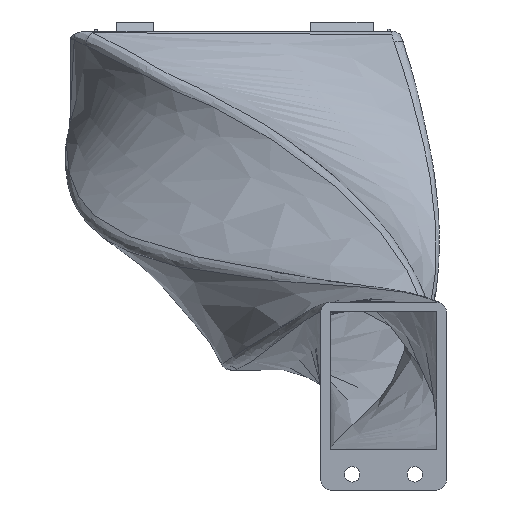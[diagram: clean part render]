
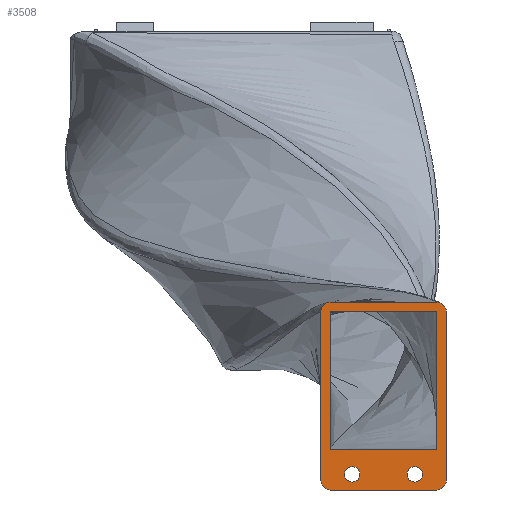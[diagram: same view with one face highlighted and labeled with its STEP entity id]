
A CAD part, front view. The second image highlights one B-rep face of the part: STEP entity #3508.
In plain terms, the highlighted planar face has unit normal (0, -1, 0).
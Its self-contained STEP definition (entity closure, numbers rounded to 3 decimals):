
#2=CARTESIAN_POINT('',(-30.,0.,5.));
#3=DIRECTION('',(0.,-1.,0.));
#4=DIRECTION('',(1.,0.,0.));
#5=AXIS2_PLACEMENT_3D('',#2,#3,#4);
#7=CARTESIAN_POINT('',(-30.,0.,5.));
#8=DIRECTION('',(0.,-1.,0.));
#9=DIRECTION('',(-1.,0.,0.));
#10=AXIS2_PLACEMENT_3D('',#7,#8,#9);
#12=CARTESIAN_POINT('',(-10.,0.,5.));
#13=DIRECTION('',(0.,-1.,0.));
#14=DIRECTION('',(1.,0.,0.));
#15=AXIS2_PLACEMENT_3D('',#12,#13,#14);
#17=CARTESIAN_POINT('',(-10.,0.,5.));
#18=DIRECTION('',(0.,-1.,0.));
#19=DIRECTION('',(-1.,0.,0.));
#20=AXIS2_PLACEMENT_3D('',#17,#18,#19);
#22=DIRECTION('',(0.,0.,-1.));
#23=VECTOR('',#22,44.);
#24=CARTESIAN_POINT('',(-37.,0.,57.));
#25=LINE('',#24,#23);
#26=DIRECTION('',(1.,0.,0.));
#27=VECTOR('',#26,34.);
#28=CARTESIAN_POINT('',(-37.,0.,13.));
#29=LINE('',#28,#27);
#30=DIRECTION('',(0.,0.,1.));
#31=VECTOR('',#30,44.);
#32=CARTESIAN_POINT('',(-3.,0.,13.));
#33=LINE('',#32,#31);
#34=DIRECTION('',(-1.,0.,0.));
#35=VECTOR('',#34,34.);
#36=CARTESIAN_POINT('',(-3.,0.,57.));
#37=LINE('',#36,#35);
#38=CARTESIAN_POINT('',(-3.,0.,57.));
#39=DIRECTION('',(0.,-1.,0.));
#40=DIRECTION('',(1.,0.,0.));
#41=AXIS2_PLACEMENT_3D('',#38,#39,#40);
#43=DIRECTION('',(0.,0.,-1.));
#44=VECTOR('',#43,54.);
#45=CARTESIAN_POINT('',(0.,0.,57.));
#46=LINE('',#45,#44);
#47=CARTESIAN_POINT('',(-3.,0.,3.));
#48=DIRECTION('',(0.,-1.,0.));
#49=DIRECTION('',(0.,0.,-1.));
#50=AXIS2_PLACEMENT_3D('',#47,#48,#49);
#52=DIRECTION('',(-1.,0.,0.));
#53=VECTOR('',#52,34.);
#54=CARTESIAN_POINT('',(-3.,0.,0.));
#55=LINE('',#54,#53);
#56=CARTESIAN_POINT('',(-37.,0.,3.));
#57=DIRECTION('',(0.,-1.,0.));
#58=DIRECTION('',(-1.,0.,0.));
#59=AXIS2_PLACEMENT_3D('',#56,#57,#58);
#61=DIRECTION('',(0.,0.,1.));
#62=VECTOR('',#61,54.);
#63=CARTESIAN_POINT('',(-40.,0.,3.));
#64=LINE('',#63,#62);
#65=CARTESIAN_POINT('',(-37.,0.,57.));
#66=DIRECTION('',(0.,-1.,0.));
#67=DIRECTION('',(0.,0.,1.));
#68=AXIS2_PLACEMENT_3D('',#65,#66,#67);
#70=DIRECTION('',(1.,0.,0.));
#71=VECTOR('',#70,34.);
#72=CARTESIAN_POINT('',(-37.,0.,60.));
#73=LINE('',#72,#71);
#3135=CARTESIAN_POINT('',(-27.55,0.,5.));
#3136=CARTESIAN_POINT('',(-32.45,0.,5.));
#3137=VERTEX_POINT('',#3135);
#3138=VERTEX_POINT('',#3136);
#3139=CARTESIAN_POINT('',(-7.55,0.,5.));
#3140=CARTESIAN_POINT('',(-12.45,0.,5.));
#3141=VERTEX_POINT('',#3139);
#3142=VERTEX_POINT('',#3140);
#3353=CARTESIAN_POINT('',(0.,0.,57.));
#3354=CARTESIAN_POINT('',(-3.,0.,60.));
#3355=VERTEX_POINT('',#3353);
#3356=VERTEX_POINT('',#3354);
#3365=CARTESIAN_POINT('',(-37.,0.,60.));
#3366=CARTESIAN_POINT('',(-40.,0.,57.));
#3367=VERTEX_POINT('',#3365);
#3368=VERTEX_POINT('',#3366);
#3381=CARTESIAN_POINT('',(-40.,0.,3.));
#3382=VERTEX_POINT('',#3381);
#3396=CARTESIAN_POINT('',(0.,0.,3.));
#3397=VERTEX_POINT('',#3396);
#3400=CARTESIAN_POINT('',(-37.,0.,57.));
#3401=CARTESIAN_POINT('',(-37.,0.,13.));
#3402=VERTEX_POINT('',#3400);
#3403=VERTEX_POINT('',#3401);
#3404=CARTESIAN_POINT('',(-3.,0.,13.));
#3405=VERTEX_POINT('',#3404);
#3406=CARTESIAN_POINT('',(-3.,0.,57.));
#3407=VERTEX_POINT('',#3406);
#3416=CARTESIAN_POINT('',(-3.,0.,0.));
#3417=VERTEX_POINT('',#3416);
#3420=CARTESIAN_POINT('',(-37.,0.,0.));
#3421=VERTEX_POINT('',#3420);
#3463=CARTESIAN_POINT('',(0.,0.,0.));
#3464=DIRECTION('',(0.,1.,0.));
#3465=DIRECTION('',(1.,0.,0.));
#3466=AXIS2_PLACEMENT_3D('',#3463,#3464,#3465);
#3467=PLANE('',#3466);
#3469=ORIENTED_EDGE('',*,*,#3468,.F.);
#3471=ORIENTED_EDGE('',*,*,#3470,.T.);
#3473=ORIENTED_EDGE('',*,*,#3472,.F.);
#3475=ORIENTED_EDGE('',*,*,#3474,.T.);
#3477=ORIENTED_EDGE('',*,*,#3476,.F.);
#3479=ORIENTED_EDGE('',*,*,#3478,.T.);
#3481=ORIENTED_EDGE('',*,*,#3480,.F.);
#3483=ORIENTED_EDGE('',*,*,#3482,.T.);
#3484=EDGE_LOOP('',(#3469,#3471,#3473,#3475,#3477,#3479,#3481,#3483));
#3485=FACE_OUTER_BOUND('',#3484,.F.);
#3487=ORIENTED_EDGE('',*,*,#3486,.T.);
#3489=ORIENTED_EDGE('',*,*,#3488,.T.);
#3490=EDGE_LOOP('',(#3487,#3489));
#3491=FACE_BOUND('',#3490,.F.);
#3493=ORIENTED_EDGE('',*,*,#3492,.T.);
#3495=ORIENTED_EDGE('',*,*,#3494,.T.);
#3497=ORIENTED_EDGE('',*,*,#3496,.T.);
#3499=ORIENTED_EDGE('',*,*,#3498,.T.);
#3500=EDGE_LOOP('',(#3493,#3495,#3497,#3499));
#3501=FACE_BOUND('',#3500,.F.);
#3503=ORIENTED_EDGE('',*,*,#3502,.T.);
#3505=ORIENTED_EDGE('',*,*,#3504,.T.);
#3506=EDGE_LOOP('',(#3503,#3505));
#3507=FACE_BOUND('',#3506,.F.);
#3508=ADVANCED_FACE('',(#3485,#3491,#3501,#3507),#3467,.F.);
#6=CIRCLE('',#5,2.45);
#11=CIRCLE('',#10,2.45);
#16=CIRCLE('',#15,2.45);
#21=CIRCLE('',#20,2.45);
#42=CIRCLE('',#41,3.);
#51=CIRCLE('',#50,3.);
#60=CIRCLE('',#59,3.);
#69=CIRCLE('',#68,3.);
#3468=EDGE_CURVE('',#3355,#3356,#42,.T.);
#3470=EDGE_CURVE('',#3355,#3397,#46,.T.);
#3472=EDGE_CURVE('',#3417,#3397,#51,.T.);
#3474=EDGE_CURVE('',#3417,#3421,#55,.T.);
#3476=EDGE_CURVE('',#3382,#3421,#60,.T.);
#3478=EDGE_CURVE('',#3382,#3368,#64,.T.);
#3480=EDGE_CURVE('',#3367,#3368,#69,.T.);
#3482=EDGE_CURVE('',#3367,#3356,#73,.T.);
#3486=EDGE_CURVE('',#3141,#3142,#16,.T.);
#3488=EDGE_CURVE('',#3142,#3141,#21,.T.);
#3492=EDGE_CURVE('',#3402,#3403,#25,.T.);
#3494=EDGE_CURVE('',#3403,#3405,#29,.T.);
#3496=EDGE_CURVE('',#3405,#3407,#33,.T.);
#3498=EDGE_CURVE('',#3407,#3402,#37,.T.);
#3502=EDGE_CURVE('',#3137,#3138,#6,.T.);
#3504=EDGE_CURVE('',#3138,#3137,#11,.T.);
